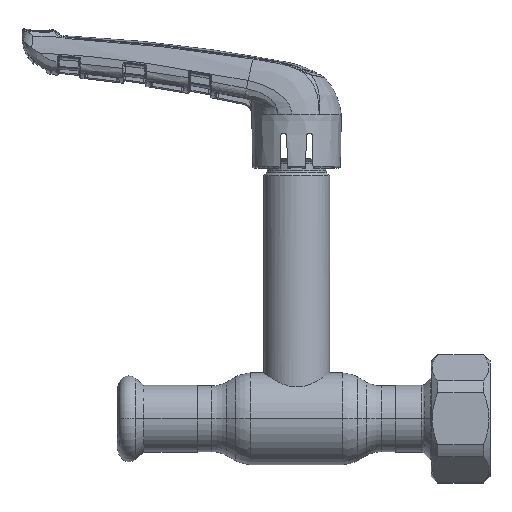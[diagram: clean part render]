
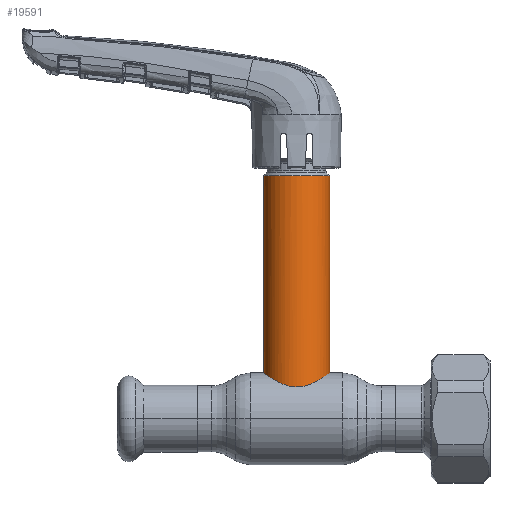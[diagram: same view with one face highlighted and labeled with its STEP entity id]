
A CAD part, top view. The second image highlights one B-rep face of the part: STEP entity #19591.
In plain terms, the highlighted cylindrical face has radius 9 mm (diameter 18 mm), a partial arc.
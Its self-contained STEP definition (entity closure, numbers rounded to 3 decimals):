
#2620 = CARTESIAN_POINT ( 'NONE',  ( 2.98, 9.159, 8.512 ) ) ;
#3028 = CARTESIAN_POINT ( 'NONE',  ( 7.753, 11.632, 4.607 ) ) ;
#3222 = CARTESIAN_POINT ( 'NONE',  ( -4.549, 9.787, 7.786 ) ) ;
#3434 = CARTESIAN_POINT ( 'NONE',  ( -0.611, 8.691, 8.985 ) ) ;
#7293 = CARTESIAN_POINT ( 'NONE',  ( -9., 12.5, 0. ) ) ;
#7491 = CARTESIAN_POINT ( 'NONE',  ( 3.784, 9.461, 8.171 ) ) ;
#7881 = CARTESIAN_POINT ( 'NONE',  ( 4.793, 9.909, 7.623 ) ) ;
#8102 = CARTESIAN_POINT ( 'NONE',  ( -7.592, 11.527, 4.842 ) ) ;
#12032 = EDGE_LOOP ( 'NONE', ( #35308, #32074, #22705, #52992 ) ) ;
#12455 = CARTESIAN_POINT ( 'NONE',  ( 7.096, 11.206, 5.543 ) ) ;
#12884 = VECTOR ( 'NONE', #45408, 1000. ) ;
#13063 = CARTESIAN_POINT ( 'NONE',  ( 5.931, 10.503, 6.794 ) ) ;
#17136 = CARTESIAN_POINT ( 'NONE',  ( -8.494, 12.14, 2.992 ) ) ;
#17533 = CARTESIAN_POINT ( 'NONE',  ( -8.389, 12.068, 3.272 ) ) ;
#17938 = CARTESIAN_POINT ( 'NONE',  ( 6.731, 10.979, 5.981 ) ) ;
#19591 = ADVANCED_FACE ( 'NONE', ( #36591 ), #54847, .T. ) ;
#20288 = VERTEX_POINT ( 'NONE', #57368 ) ;
#21999 = CARTESIAN_POINT ( 'NONE',  ( -2.403, 8.997, 8.678 ) ) ;
#22204 = CARTESIAN_POINT ( 'NONE',  ( 1.225, 8.756, 8.921 ) ) ;
#22619 = CARTESIAN_POINT ( 'NONE',  ( -3.248, 9.26, 8.398 ) ) ;
#22705 = ORIENTED_EDGE ( 'NONE', *, *, #29541, .T. ) ;
#22810 = CARTESIAN_POINT ( 'NONE',  ( -8.676, 12.268, 2.414 ) ) ;
#23762 = DIRECTION ( 'NONE',  ( -1., 0., 0. ) ) ;
#25447 = CARTESIAN_POINT ( 'NONE',  ( 9., 0., 0. ) ) ;
#25835 = LINE ( 'NONE', #25447, #12884 ) ;
#26231 = B_SPLINE_CURVE_WITH_KNOTS ( 'NONE', 3,
 ( #7293, #55444, #32011, #46254, #22810, #17136, #17533, #51329, #56859, #32426, #8102, #41983, #56258, #36894, #61754, #3222, #51141, #22619, #32627, #21999, #56651, #27513, #56065, #3434, #61136, #26892, #60930, #22204, #31801, #37306, #2620, #7491, #42183, #41569, #7881, #61334, #13063, #47076, #17938, #12455, #51958, #3028, #27721, #37518, #61549, #51538, #41364, #46458, #27100, #56468 ),
 .UNSPECIFIED., .F., .F.,
 ( 4, 2, 2, 2, 2, 2, 2, 2, 2, 2, 2, 2, 2, 2, 2, 2, 2, 2, 2, 2, 2, 2, 2, 2, 4 ),
 ( 0., 0.002, 0.003, 0.004, 0.005, 0.006, 0.007, 0.009, 0.011, 0.012, 0.013, 0.014, 0.015, 0.016, 0.017, 0.018, 0.019, 0.02, 0.022, 0.023, 0.024, 0.026, 0.028, 0.028, 0.029 ),
 .UNSPECIFIED. ) ;
#26614 = LINE ( 'NONE', #41842, #32714 ) ;
#26892 = CARTESIAN_POINT ( 'NONE',  ( 0.312, 8.675, 9. ) ) ;
#27100 = CARTESIAN_POINT ( 'NONE',  ( 9., 12.5, 0.306 ) ) ;
#27513 = CARTESIAN_POINT ( 'NONE',  ( -1.525, 8.803, 8.875 ) ) ;
#27721 = CARTESIAN_POINT ( 'NONE',  ( 8.034, 11.823, 4.099 ) ) ;
#29541 = EDGE_CURVE ( 'NONE', #52920, #61413, #26614, .T. ) ;
#29913 = EDGE_CURVE ( 'NONE', #34788, #20288, #25835, .T. ) ;
#30215 = CARTESIAN_POINT ( 'NONE',  ( 0., 66.219, 0. ) ) ;
#31801 = CARTESIAN_POINT ( 'NONE',  ( 1.53, 8.804, 8.874 ) ) ;
#32011 = CARTESIAN_POINT ( 'NONE',  ( -8.936, 12.454, 1.228 ) ) ;
#32074 = ORIENTED_EDGE ( 'NONE', *, *, #56473, .T. ) ;
#32081 = DIRECTION ( 'NONE',  ( 0., -1., 0. ) ) ;
#32426 = CARTESIAN_POINT ( 'NONE',  ( -7.746, 11.629, 4.592 ) ) ;
#32599 = EDGE_CURVE ( 'NONE', #61413, #20288, #26231, .T. ) ;
#32627 = CARTESIAN_POINT ( 'NONE',  ( -2.97, 9.165, 8.501 ) ) ;
#32714 = VECTOR ( 'NONE', #32081, 1000. ) ;
#34788 = VERTEX_POINT ( 'NONE', #49693 ) ;
#35126 = DIRECTION ( 'NONE',  ( 0., -1., 0. ) ) ;
#35308 = ORIENTED_EDGE ( 'NONE', *, *, #29913, .F. ) ;
#36591 = FACE_OUTER_BOUND ( 'NONE', #12032, .T. ) ;
#36894 = CARTESIAN_POINT ( 'NONE',  ( -5.93, 10.503, 6.793 ) ) ;
#37306 = CARTESIAN_POINT ( 'NONE',  ( 2.419, 8.987, 8.69 ) ) ;
#37518 = CARTESIAN_POINT ( 'NONE',  ( 8.506, 12.148, 3. ) ) ;
#38454 = CARTESIAN_POINT ( 'NONE',  ( 0., 0., 0. ) ) ;
#39605 = AXIS2_PLACEMENT_3D ( 'NONE', #38454, #42915, #23762 ) ;
#41364 = CARTESIAN_POINT ( 'NONE',  ( 8.921, 12.443, 1.229 ) ) ;
#41569 = CARTESIAN_POINT ( 'NONE',  ( 4.551, 9.793, 7.77 ) ) ;
#41842 = CARTESIAN_POINT ( 'NONE',  ( -9., 0., 0. ) ) ;
#41983 = CARTESIAN_POINT ( 'NONE',  ( -7.101, 11.208, 5.56 ) ) ;
#42183 = CARTESIAN_POINT ( 'NONE',  ( 4.046, 9.569, 8.044 ) ) ;
#42915 = DIRECTION ( 'NONE',  ( 0., -1., 0. ) ) ;
#45408 = DIRECTION ( 'NONE',  ( 0., -1., 0. ) ) ;
#45709 = DIRECTION ( 'NONE',  ( -1., 0., 0. ) ) ;
#46254 = CARTESIAN_POINT ( 'NONE',  ( -8.752, 12.323, 2.119 ) ) ;
#46458 = CARTESIAN_POINT ( 'NONE',  ( 8.984, 12.489, 0.613 ) ) ;
#47008 = CIRCLE ( 'NONE', #47044, 9. ) ;
#47044 = AXIS2_PLACEMENT_3D ( 'NONE', #30215, #35126, #45709 ) ;
#47076 = CARTESIAN_POINT ( 'NONE',  ( 6.537, 10.861, 6.192 ) ) ;
#49693 = CARTESIAN_POINT ( 'NONE',  ( 9., 66.219, 0. ) ) ;
#51053 = CARTESIAN_POINT ( 'NONE',  ( -9., 12.5, 0. ) ) ;
#51141 = CARTESIAN_POINT ( 'NONE',  ( -4.05, 9.561, 8.058 ) ) ;
#51329 = CARTESIAN_POINT ( 'NONE',  ( -8.156, 11.907, 3.816 ) ) ;
#51538 = CARTESIAN_POINT ( 'NONE',  ( 8.874, 12.409, 1.533 ) ) ;
#51958 = CARTESIAN_POINT ( 'NONE',  ( 7.268, 11.316, 5.316 ) ) ;
#52920 = VERTEX_POINT ( 'NONE', #54988 ) ;
#52992 = ORIENTED_EDGE ( 'NONE', *, *, #32599, .T. ) ;
#54847 = CYLINDRICAL_SURFACE ( 'NONE', #39605, 9. ) ;
#54988 = CARTESIAN_POINT ( 'NONE',  ( -9., 66.219, 0. ) ) ;
#55444 = CARTESIAN_POINT ( 'NONE',  ( -9., 12.5, 0.621 ) ) ;
#56065 = CARTESIAN_POINT ( 'NONE',  ( -1.224, 8.755, 8.922 ) ) ;
#56258 = CARTESIAN_POINT ( 'NONE',  ( -6.736, 10.978, 5.996 ) ) ;
#56468 = CARTESIAN_POINT ( 'NONE',  ( 9., 12.5, 0. ) ) ;
#56473 = EDGE_CURVE ( 'NONE', #34788, #52920, #47008, .T. ) ;
#56651 = CARTESIAN_POINT ( 'NONE',  ( -2.114, 8.924, 8.753 ) ) ;
#56859 = CARTESIAN_POINT ( 'NONE',  ( -8.027, 11.819, 4.08 ) ) ;
#57368 = CARTESIAN_POINT ( 'NONE',  ( 9., 12.5, 0. ) ) ;
#60930 = CARTESIAN_POINT ( 'NONE',  ( 0.617, 8.691, 8.984 ) ) ;
#61136 = CARTESIAN_POINT ( 'NONE',  ( -0.301, 8.674, 9. ) ) ;
#61334 = CARTESIAN_POINT ( 'NONE',  ( 5.496, 10.261, 7.15 ) ) ;
#61413 = VERTEX_POINT ( 'NONE', #51053 ) ;
#61549 = CARTESIAN_POINT ( 'NONE',  ( 8.688, 12.277, 2.426 ) ) ;
#61754 = CARTESIAN_POINT ( 'NONE',  ( -5.487, 10.257, 7.156 ) ) ;
